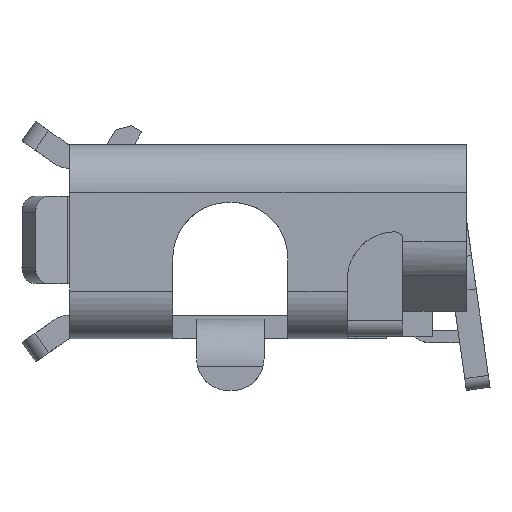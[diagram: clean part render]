
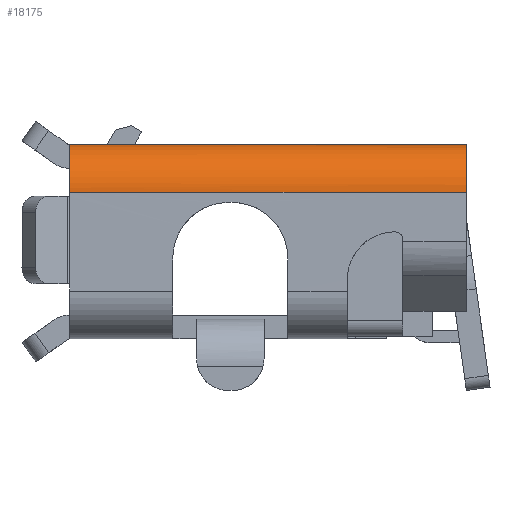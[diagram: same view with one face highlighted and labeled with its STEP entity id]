
A CAD part, front view. The second image highlights one B-rep face of the part: STEP entity #18175.
In plain terms, the highlighted cylindrical face has radius 0.6 mm (diameter 1.2 mm), a partial arc.
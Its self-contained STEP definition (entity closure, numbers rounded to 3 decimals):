
#107 = DIRECTION ( 'NONE',  ( 1., 0., 0. ) ) ;
#155 = VERTEX_POINT ( 'NONE', #2977 ) ;
#378 = ORIENTED_EDGE ( 'NONE', *, *, #9213, .T. ) ;
#580 = CARTESIAN_POINT ( 'NONE',  ( -0.77, 5.76, 2.81 ) ) ;
#867 = CARTESIAN_POINT ( 'NONE',  ( -0.77, 6.009, 3.41 ) ) ;
#1731 = EDGE_CURVE ( 'NONE', #155, #14655, #12856, .T. ) ;
#2112 = EDGE_CURVE ( 'NONE', #9179, #13477, #11006, .T. ) ;
#2141 = CARTESIAN_POINT ( 'NONE',  ( -0.77, 6.36, 2.81 ) ) ;
#2198 = DIRECTION ( 'NONE',  ( 1., 0., 0. ) ) ;
#2328 = CARTESIAN_POINT ( 'NONE',  ( -0.77, 5.76, 3.161 ) ) ;
#2445 = CARTESIAN_POINT ( 'NONE',  ( -0.77, 6.36, 3.41 ) ) ;
#2972 = CARTESIAN_POINT ( 'NONE',  ( -0.77, 6.36, 3.41 ) ) ;
#2976 = ORIENTED_EDGE ( 'NONE', *, *, #1731, .F. ) ;
#2977 = CARTESIAN_POINT ( 'NONE',  ( -0.77, 6.36, 3.41 ) ) ;
#3661 = CARTESIAN_POINT ( 'NONE',  ( 4.23, 5.759, 2.81 ) ) ;
#3785 = ORIENTED_EDGE ( 'NONE', *, *, #2112, .T. ) ;
#4905 = EDGE_CURVE ( 'NONE', #13477, #14655, #7745, .T. ) ;
#7040 = CARTESIAN_POINT ( 'NONE',  ( 4.23, 6.358, 3.41 ) ) ;
#7214 = AXIS2_PLACEMENT_3D ( 'NONE', #2141, #2198, #7998 ) ;
#7745 =( BOUNDED_CURVE ( )  B_SPLINE_CURVE ( 3, ( #16682, #9370, #7893, #18200 ),
 .UNSPECIFIED., .F., .F. ) 
 B_SPLINE_CURVE_WITH_KNOTS ( ( 4, 4 ),
 ( 6.283, 7.854 ),
 .UNSPECIFIED. ) 
 CURVE ( )  GEOMETRIC_REPRESENTATION_ITEM ( )  RATIONAL_B_SPLINE_CURVE ( ( 1., 0.805, 0.805, 1. ) ) 
 REPRESENTATION_ITEM ( '' )  );
#7893 = CARTESIAN_POINT ( 'NONE',  ( 4.23, 6.007, 3.41 ) ) ;
#7998 = DIRECTION ( 'NONE',  ( 0., 1., 0. ) ) ;
#8118 = EDGE_LOOP ( 'NONE', ( #2976, #378, #3785, #18929 ) ) ;
#8568 =( BOUNDED_CURVE ( )  B_SPLINE_CURVE ( 3, ( #2445, #867, #2328, #12601 ),
 .UNSPECIFIED., .F., .F. ) 
 B_SPLINE_CURVE_WITH_KNOTS ( ( 4, 4 ),
 ( 4.712, 6.283 ),
 .UNSPECIFIED. ) 
 CURVE ( )  GEOMETRIC_REPRESENTATION_ITEM ( )  RATIONAL_B_SPLINE_CURVE ( ( 1., 0.805, 0.805, 1. ) ) 
 REPRESENTATION_ITEM ( '' )  );
#8748 = CYLINDRICAL_SURFACE ( 'NONE', #7214, 0.6 ) ;
#8963 = VECTOR ( 'NONE', #107, 1000. ) ;
#9179 = VERTEX_POINT ( 'NONE', #14129 ) ;
#9213 = EDGE_CURVE ( 'NONE', #155, #9179, #8568, .T. ) ;
#9370 = CARTESIAN_POINT ( 'NONE',  ( 4.23, 5.758, 3.161 ) ) ;
#10417 = CARTESIAN_POINT ( 'NONE',  ( 4.23, 5.759, 2.81 ) ) ;
#10805 = FACE_OUTER_BOUND ( 'NONE', #8118, .T. ) ;
#11006 = B_SPLINE_CURVE_WITH_KNOTS ( 'NONE', 3,
 ( #580, #16630, #18141, #3661 ),
 .UNSPECIFIED., .F., .F.,
 ( 4, 4 ),
 ( 0., 1. ),
 .UNSPECIFIED. ) ;
#12601 = CARTESIAN_POINT ( 'NONE',  ( -0.77, 5.76, 2.81 ) ) ;
#12856 = LINE ( 'NONE', #2972, #8963 ) ;
#13477 = VERTEX_POINT ( 'NONE', #10417 ) ;
#14129 = CARTESIAN_POINT ( 'NONE',  ( -0.77, 5.76, 2.81 ) ) ;
#14655 = VERTEX_POINT ( 'NONE', #7040 ) ;
#16630 = CARTESIAN_POINT ( 'NONE',  ( 0.897, 5.76, 2.81 ) ) ;
#16682 = CARTESIAN_POINT ( 'NONE',  ( 4.23, 5.759, 2.81 ) ) ;
#18141 = CARTESIAN_POINT ( 'NONE',  ( 2.563, 5.759, 2.81 ) ) ;
#18175 = ADVANCED_FACE ( 'NONE', ( #10805 ), #8748, .T. ) ;
#18200 = CARTESIAN_POINT ( 'NONE',  ( 4.23, 6.358, 3.41 ) ) ;
#18929 = ORIENTED_EDGE ( 'NONE', *, *, #4905, .T. ) ;
